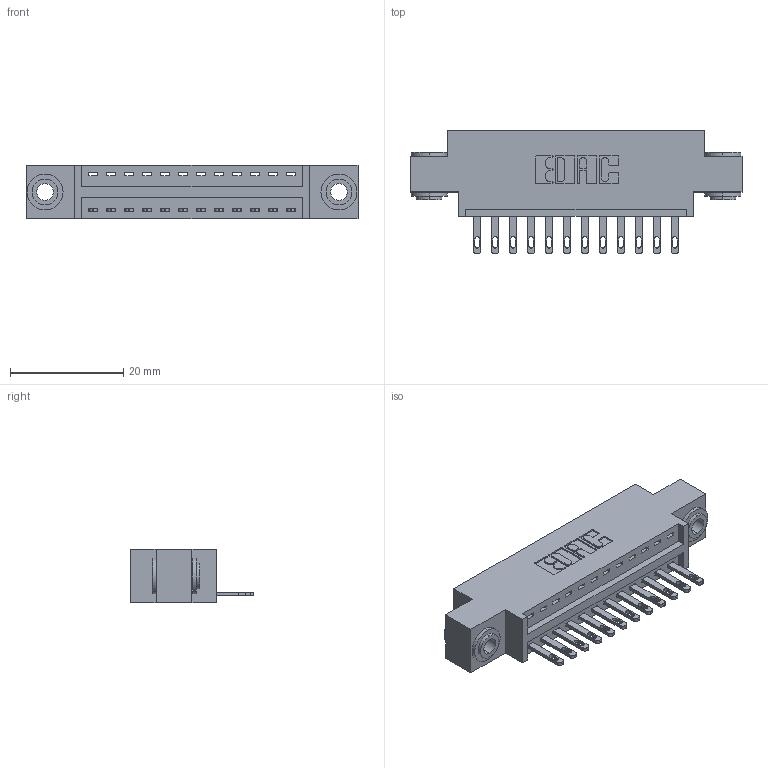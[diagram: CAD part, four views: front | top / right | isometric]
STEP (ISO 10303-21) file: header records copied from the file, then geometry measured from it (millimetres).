
FILE_DESCRIPTION (( 'STEP AP203' ), '1' );
FILE_NAME ('346-012-500-603.STEP', '2018-08-19T21:38:14', ( '' ), ( '' ), 'SwSTEP 2.0', 'SolidWorks 2016', '' );
FILE_SCHEMA (( 'CONFIG_CONTROL_DESIGN' ));
Length unit declared in the file: inch
Products named in the file (4): 346 Part_0.170 Offset - 0.156 Dia-TH; 346-012-500-603; 345-292-001_345-293-100; 345-250-002_345-250-002-102
Assembly tree (15 placements, depth 2):
  346-012-500-603
    346 Part_0.170 Offset - 0.156 Dia-TH
    345-292-001_345-293-100  x12
    345-250-002_345-250-002-102  x2
Bounding box: 58.67 x 21.84 x 9.4 mm (x, y, z)
Volume: 5281.9 mm3; surface area: 6685.5 mm2
Topology: 15 solids, 15 shells, 812 faces, 2433 edges, 1618 vertices
Faces by surface type: plane 498, cylinder 306, cone 8
Entity records: 12198 total; most frequent: CARTESIAN_POINT 2079, ORIENTED_EDGE 2018, DIRECTION 1903, EDGE_CURVE 1009, LINE 801, VECTOR 801, VERTEX_POINT 670, AXIS2_PLACEMENT_3D 551
